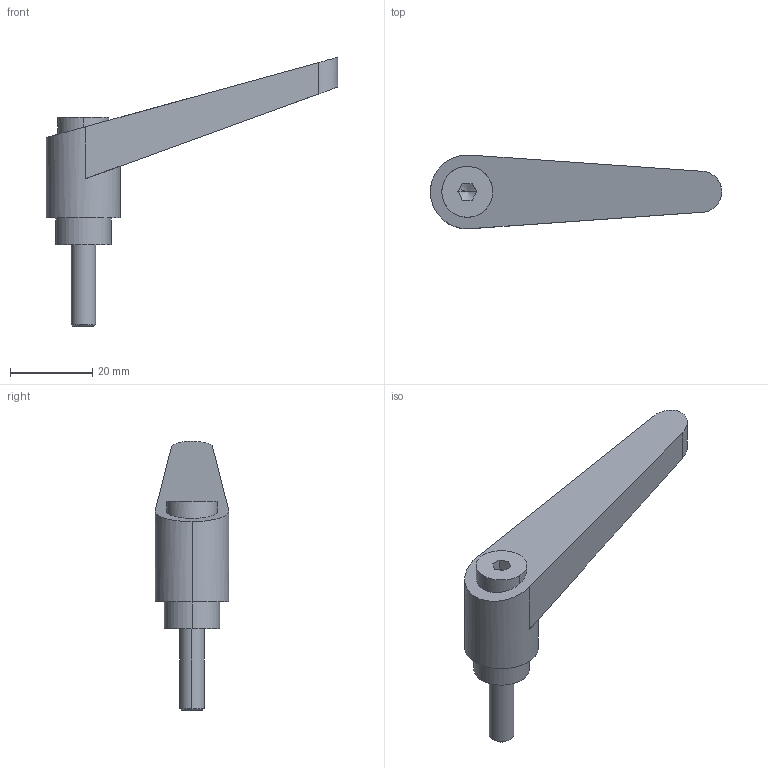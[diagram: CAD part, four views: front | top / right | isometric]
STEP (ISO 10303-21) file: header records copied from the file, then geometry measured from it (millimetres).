
FILE_DESCRIPTION(('STEP AP214'),'1');
FILE_NAME(' ',' ',('TraceParts'),('TraceParts S.A.'),'XStep 1.0',' ',' ');
FILE_SCHEMA(('automotive_design'));
Length unit declared in the file: millimetre
Products named in the file (1): 1
Bounding box: 71 x 18 x 65.66 mm (x, y, z)
Volume: 9234 mm3; surface area: 6116.3 mm2
Topology: 1 solids, 1 shells, 34 faces, 83 edges, 54 vertices
Faces by surface type: plane 17, cylinder 11, cone 6
Entity records: 1955 total; most frequent: CARTESIAN_POINT 190, STYLED_ITEM 170, PRESENTATION_STYLE_ASSIGNMENT 170, DIRECTION 170, COLOUR_RGB 170, ORIENTED_EDGE 162, EDGE_CURVE 81, CURVE_STYLE 81
